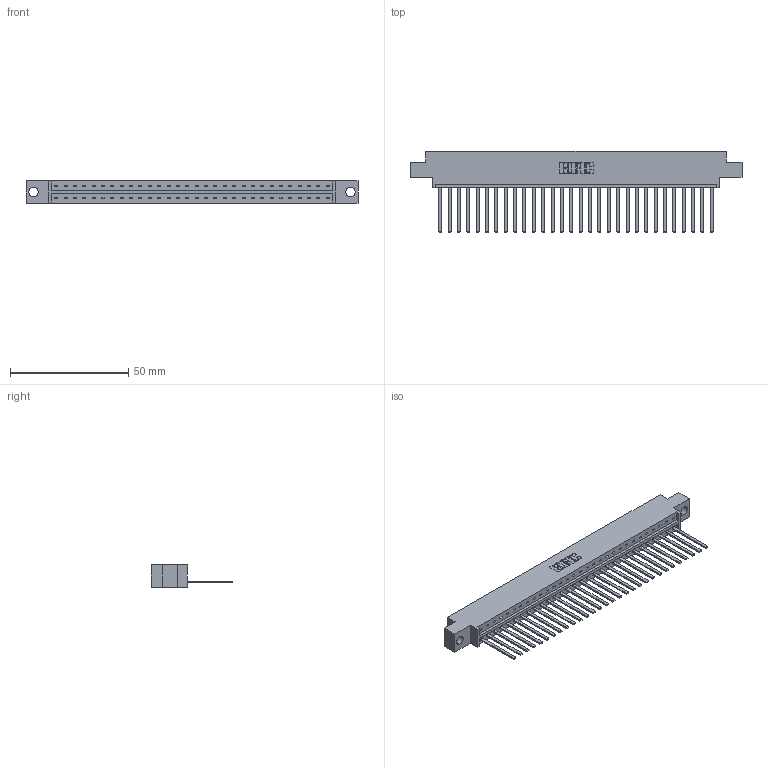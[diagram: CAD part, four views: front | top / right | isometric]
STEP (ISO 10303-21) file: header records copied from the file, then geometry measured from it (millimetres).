
FILE_DESCRIPTION (( 'STEP AP203' ), '1' );
FILE_NAME ('333-030-544-604.STEP', '2018-08-02T18:22:13', ( '' ), ( '' ), 'SwSTEP 2.0', 'SolidWorks 2016', '' );
FILE_SCHEMA (( 'CONFIG_CONTROL_DESIGN' ));
Length unit declared in the file: inch
Products named in the file (3): 333-030-544-604; 333 Part_Offset - .156 Dia - TH; 345-292-001_345-293-144
Assembly tree (31 placements, depth 2):
  333-030-544-604
    333 Part_Offset - .156 Dia - TH
    345-292-001_345-293-144  x30
Bounding box: 140.41 x 34.3 x 9.4 mm (x, y, z)
Volume: 14057.9 mm3; surface area: 16255 mm2
Topology: 31 solids, 31 shells, 1678 faces, 5063 edges, 3334 vertices
Faces by surface type: plane 1214, cylinder 464
Entity records: 19843 total; most frequent: CARTESIAN_POINT 3432, ORIENTED_EDGE 3398, DIRECTION 2915, EDGE_CURVE 1699, VECTOR 1575, LINE 1575, VERTEX_POINT 1130, AXIS2_PLACEMENT_3D 670
